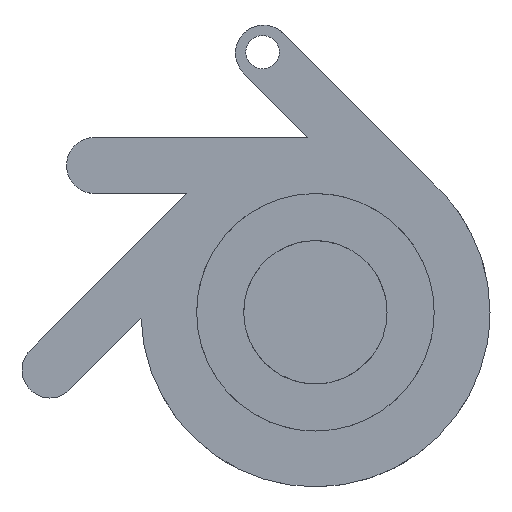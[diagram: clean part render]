
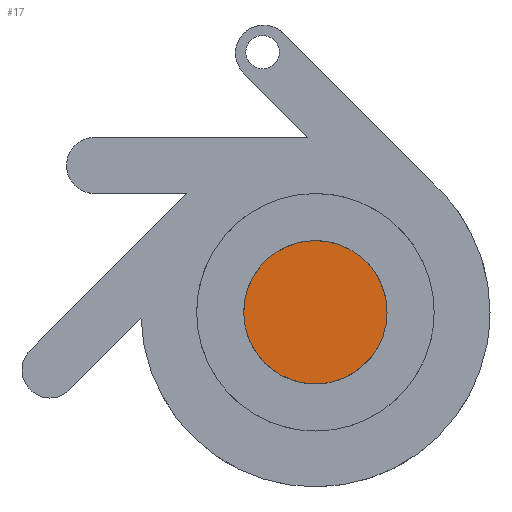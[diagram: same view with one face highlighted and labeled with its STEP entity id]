
A CAD part, top view. The second image highlights one B-rep face of the part: STEP entity #17.
In plain terms, the highlighted planar face has unit normal (0, 0, 1).
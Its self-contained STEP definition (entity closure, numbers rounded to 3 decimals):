
#17 = ADVANCED_FACE('',(#18),#33,.T.);
#18 = FACE_BOUND('',#19,.F.);
#19 = EDGE_LOOP('',(#20,#60,#93,#126));
#20 = ORIENTED_EDGE('',*,*,#21,.T.);
#21 = EDGE_CURVE('',#22,#24,#26,.T.);
#22 = VERTEX_POINT('',#23);
#23 = CARTESIAN_POINT('',(14.624,-14.841,3.));
#24 = VERTEX_POINT('',#25);
#25 = CARTESIAN_POINT('',(6.063,-23.403,3.));
#26 = SURFACE_CURVE('',#27,(#32,#45),.PCURVE_S1.);
#27 = B_SPLINE_CURVE_WITH_KNOTS('',3,(#28,#29,#30,#31),.UNSPECIFIED.,.F.
  ,.F.,(4,4),(0.,1.),.PIECEWISE_BEZIER_KNOTS.);
#28 = CARTESIAN_POINT('',(14.624,-14.841,3.));
#29 = CARTESIAN_POINT('',(14.624,-19.57,3.));
#30 = CARTESIAN_POINT('',(10.791,-23.403,3.));
#31 = CARTESIAN_POINT('',(6.063,-23.403,3.));
#32 = PCURVE('',#33,#38);
#33 = PLANE('',#34);
#34 = AXIS2_PLACEMENT_3D('',#35,#36,#37);
#35 = CARTESIAN_POINT('',(14.624,-14.841,3.));
#36 = DIRECTION('',(0.,0.,1.));
#37 = DIRECTION('',(1.,0.,0.));
#38 = DEFINITIONAL_REPRESENTATION('',(#39),#44);
#39 = B_SPLINE_CURVE_WITH_KNOTS('',3,(#40,#41,#42,#43),.UNSPECIFIED.,.F.
  ,.F.,(4,4),(0.,1.),.PIECEWISE_BEZIER_KNOTS.);
#40 = CARTESIAN_POINT('',(0.,0.));
#41 = CARTESIAN_POINT('',(0.,-4.728));
#42 = CARTESIAN_POINT('',(-3.833,-8.562));
#43 = CARTESIAN_POINT('',(-8.562,-8.562));
#44 = ( GEOMETRIC_REPRESENTATION_CONTEXT(2) 
PARAMETRIC_REPRESENTATION_CONTEXT() REPRESENTATION_CONTEXT('2D SPACE',''
  ) );
#45 = PCURVE('',#46,#54);
#46 = SURFACE_OF_LINEAR_EXTRUSION('',#47,#52);
#47 = B_SPLINE_CURVE_WITH_KNOTS('',3,(#48,#49,#50,#51),.UNSPECIFIED.,.F.
  ,.F.,(4,4),(0.,1.),.PIECEWISE_BEZIER_KNOTS.);
#48 = CARTESIAN_POINT('',(14.624,-14.841,1.));
#49 = CARTESIAN_POINT('',(14.624,-19.57,1.));
#50 = CARTESIAN_POINT('',(10.791,-23.403,1.));
#51 = CARTESIAN_POINT('',(6.063,-23.403,1.));
#52 = VECTOR('',#53,1.);
#53 = DIRECTION('',(-0.,-0.,-1.));
#54 = DEFINITIONAL_REPRESENTATION('',(#55),#59);
#55 = LINE('',#56,#57);
#56 = CARTESIAN_POINT('',(0.,-2.));
#57 = VECTOR('',#58,1.);
#58 = DIRECTION('',(1.,0.));
#59 = ( GEOMETRIC_REPRESENTATION_CONTEXT(2) 
PARAMETRIC_REPRESENTATION_CONTEXT() REPRESENTATION_CONTEXT('2D SPACE',''
  ) );
#60 = ORIENTED_EDGE('',*,*,#61,.T.);
#61 = EDGE_CURVE('',#24,#62,#64,.T.);
#62 = VERTEX_POINT('',#63);
#63 = CARTESIAN_POINT('',(-2.499,-14.841,3.));
#64 = SURFACE_CURVE('',#65,(#70,#78),.PCURVE_S1.);
#65 = B_SPLINE_CURVE_WITH_KNOTS('',3,(#66,#67,#68,#69),.UNSPECIFIED.,.F.
  ,.F.,(4,4),(0.,1.),.PIECEWISE_BEZIER_KNOTS.);
#66 = CARTESIAN_POINT('',(6.063,-23.403,3.));
#67 = CARTESIAN_POINT('',(1.334,-23.403,3.));
#68 = CARTESIAN_POINT('',(-2.499,-19.57,3.));
#69 = CARTESIAN_POINT('',(-2.499,-14.841,3.));
#70 = PCURVE('',#33,#71);
#71 = DEFINITIONAL_REPRESENTATION('',(#72),#77);
#72 = B_SPLINE_CURVE_WITH_KNOTS('',3,(#73,#74,#75,#76),.UNSPECIFIED.,.F.
  ,.F.,(4,4),(0.,1.),.PIECEWISE_BEZIER_KNOTS.);
#73 = CARTESIAN_POINT('',(-8.562,-8.562));
#74 = CARTESIAN_POINT('',(-13.29,-8.562));
#75 = CARTESIAN_POINT('',(-17.123,-4.728));
#76 = CARTESIAN_POINT('',(-17.123,0.));
#77 = ( GEOMETRIC_REPRESENTATION_CONTEXT(2) 
PARAMETRIC_REPRESENTATION_CONTEXT() REPRESENTATION_CONTEXT('2D SPACE',''
  ) );
#78 = PCURVE('',#79,#87);
#79 = SURFACE_OF_LINEAR_EXTRUSION('',#80,#85);
#80 = B_SPLINE_CURVE_WITH_KNOTS('',3,(#81,#82,#83,#84),.UNSPECIFIED.,.F.
  ,.F.,(4,4),(0.,1.),.PIECEWISE_BEZIER_KNOTS.);
#81 = CARTESIAN_POINT('',(6.063,-23.403,1.));
#82 = CARTESIAN_POINT('',(1.334,-23.403,1.));
#83 = CARTESIAN_POINT('',(-2.499,-19.57,1.));
#84 = CARTESIAN_POINT('',(-2.499,-14.841,1.));
#85 = VECTOR('',#86,1.);
#86 = DIRECTION('',(-0.,-0.,-1.));
#87 = DEFINITIONAL_REPRESENTATION('',(#88),#92);
#88 = LINE('',#89,#90);
#89 = CARTESIAN_POINT('',(0.,-2.));
#90 = VECTOR('',#91,1.);
#91 = DIRECTION('',(1.,0.));
#92 = ( GEOMETRIC_REPRESENTATION_CONTEXT(2) 
PARAMETRIC_REPRESENTATION_CONTEXT() REPRESENTATION_CONTEXT('2D SPACE',''
  ) );
#93 = ORIENTED_EDGE('',*,*,#94,.T.);
#94 = EDGE_CURVE('',#62,#95,#97,.T.);
#95 = VERTEX_POINT('',#96);
#96 = CARTESIAN_POINT('',(6.063,-6.279,3.));
#97 = SURFACE_CURVE('',#98,(#103,#111),.PCURVE_S1.);
#98 = B_SPLINE_CURVE_WITH_KNOTS('',3,(#99,#100,#101,#102),
  .UNSPECIFIED.,.F.,.F.,(4,4),(0.,1.),.PIECEWISE_BEZIER_KNOTS.);
#99 = CARTESIAN_POINT('',(-2.499,-14.841,3.));
#100 = CARTESIAN_POINT('',(-2.499,-10.113,3.));
#101 = CARTESIAN_POINT('',(1.334,-6.279,3.));
#102 = CARTESIAN_POINT('',(6.063,-6.279,3.));
#103 = PCURVE('',#33,#104);
#104 = DEFINITIONAL_REPRESENTATION('',(#105),#110);
#105 = B_SPLINE_CURVE_WITH_KNOTS('',3,(#106,#107,#108,#109),
  .UNSPECIFIED.,.F.,.F.,(4,4),(0.,1.),.PIECEWISE_BEZIER_KNOTS.);
#106 = CARTESIAN_POINT('',(-17.123,0.));
#107 = CARTESIAN_POINT('',(-17.123,4.728));
#108 = CARTESIAN_POINT('',(-13.29,8.562));
#109 = CARTESIAN_POINT('',(-8.562,8.562));
#110 = ( GEOMETRIC_REPRESENTATION_CONTEXT(2) 
PARAMETRIC_REPRESENTATION_CONTEXT() REPRESENTATION_CONTEXT('2D SPACE',''
  ) );
#111 = PCURVE('',#112,#120);
#112 = SURFACE_OF_LINEAR_EXTRUSION('',#113,#118);
#113 = B_SPLINE_CURVE_WITH_KNOTS('',3,(#114,#115,#116,#117),
  .UNSPECIFIED.,.F.,.F.,(4,4),(0.,1.),.PIECEWISE_BEZIER_KNOTS.);
#114 = CARTESIAN_POINT('',(-2.499,-14.841,1.));
#115 = CARTESIAN_POINT('',(-2.499,-10.113,1.));
#116 = CARTESIAN_POINT('',(1.334,-6.279,1.));
#117 = CARTESIAN_POINT('',(6.063,-6.279,1.));
#118 = VECTOR('',#119,1.);
#119 = DIRECTION('',(-0.,-0.,-1.));
#120 = DEFINITIONAL_REPRESENTATION('',(#121),#125);
#121 = LINE('',#122,#123);
#122 = CARTESIAN_POINT('',(0.,-2.));
#123 = VECTOR('',#124,1.);
#124 = DIRECTION('',(1.,0.));
#125 = ( GEOMETRIC_REPRESENTATION_CONTEXT(2) 
PARAMETRIC_REPRESENTATION_CONTEXT() REPRESENTATION_CONTEXT('2D SPACE',''
  ) );
#126 = ORIENTED_EDGE('',*,*,#127,.T.);
#127 = EDGE_CURVE('',#95,#22,#128,.T.);
#128 = SURFACE_CURVE('',#129,(#134,#142),.PCURVE_S1.);
#129 = B_SPLINE_CURVE_WITH_KNOTS('',3,(#130,#131,#132,#133),
  .UNSPECIFIED.,.F.,.F.,(4,4),(0.,1.),.PIECEWISE_BEZIER_KNOTS.);
#130 = CARTESIAN_POINT('',(6.063,-6.279,3.));
#131 = CARTESIAN_POINT('',(10.791,-6.279,3.));
#132 = CARTESIAN_POINT('',(14.624,-10.113,3.));
#133 = CARTESIAN_POINT('',(14.624,-14.841,3.));
#134 = PCURVE('',#33,#135);
#135 = DEFINITIONAL_REPRESENTATION('',(#136),#141);
#136 = B_SPLINE_CURVE_WITH_KNOTS('',3,(#137,#138,#139,#140),
  .UNSPECIFIED.,.F.,.F.,(4,4),(0.,1.),.PIECEWISE_BEZIER_KNOTS.);
#137 = CARTESIAN_POINT('',(-8.562,8.562));
#138 = CARTESIAN_POINT('',(-3.833,8.562));
#139 = CARTESIAN_POINT('',(0.,4.728));
#140 = CARTESIAN_POINT('',(0.,0.));
#141 = ( GEOMETRIC_REPRESENTATION_CONTEXT(2) 
PARAMETRIC_REPRESENTATION_CONTEXT() REPRESENTATION_CONTEXT('2D SPACE',''
  ) );
#142 = PCURVE('',#143,#151);
#143 = SURFACE_OF_LINEAR_EXTRUSION('',#144,#149);
#144 = B_SPLINE_CURVE_WITH_KNOTS('',3,(#145,#146,#147,#148),
  .UNSPECIFIED.,.F.,.F.,(4,4),(0.,1.),.PIECEWISE_BEZIER_KNOTS.);
#145 = CARTESIAN_POINT('',(6.063,-6.279,1.));
#146 = CARTESIAN_POINT('',(10.791,-6.279,1.));
#147 = CARTESIAN_POINT('',(14.624,-10.113,1.));
#148 = CARTESIAN_POINT('',(14.624,-14.841,1.));
#149 = VECTOR('',#150,1.);
#150 = DIRECTION('',(-0.,-0.,-1.));
#151 = DEFINITIONAL_REPRESENTATION('',(#152),#156);
#152 = LINE('',#153,#154);
#153 = CARTESIAN_POINT('',(0.,-2.));
#154 = VECTOR('',#155,1.);
#155 = DIRECTION('',(1.,0.));
#156 = ( GEOMETRIC_REPRESENTATION_CONTEXT(2) 
PARAMETRIC_REPRESENTATION_CONTEXT() REPRESENTATION_CONTEXT('2D SPACE',''
  ) );
